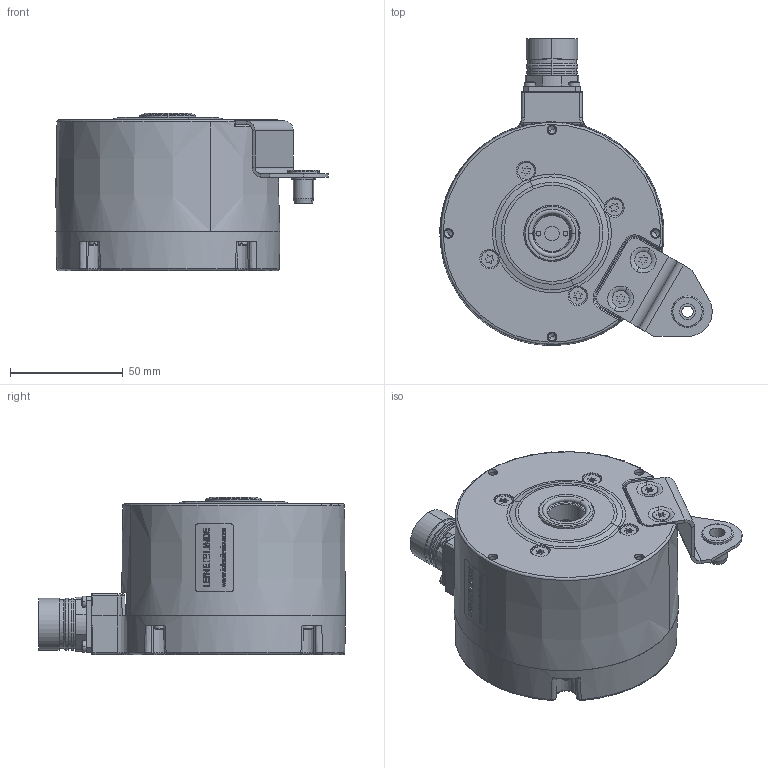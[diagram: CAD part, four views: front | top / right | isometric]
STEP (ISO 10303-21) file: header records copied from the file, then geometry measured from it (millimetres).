
FILE_DESCRIPTION((''),'2;1');
FILE_NAME('729951','2010-11-30T',('se2802'),(''),'PRO/ENGINEER BY PARAMETRIC TECHNOLOGY CORPORATION, 2010180','PRO/ENGINEER BY PARAMETRIC TECHNOLOGY CORPORATION, 2010180','');
FILE_SCHEMA(('CONFIG_CONTROL_DESIGN'));
Length unit declared in the file: millimetre
Products named in the file (1): 729951
Bounding box: 121.03 x 136.33 x 69.8 mm (x, y, z)
Volume: 242408.1 mm3; surface area: 101407.7 mm2
Topology: 4 solids, 5 shells, 1792 faces, 4550 edges, 2870 vertices
Faces by surface type: plane 526, cylinder 448, extrusion 324, cone 231, torus 117, bspline 108, sphere 38
Entity records: 65248 total; most frequent: CARTESIAN_POINT 24179, ORIENTED_EDGE 9056, DIRECTION 7530, EDGE_CURVE 4528, VERTEX_POINT 2870, AXIS2_PLACEMENT_3D 2751, VECTOR 2028, EDGE_LOOP 1962
